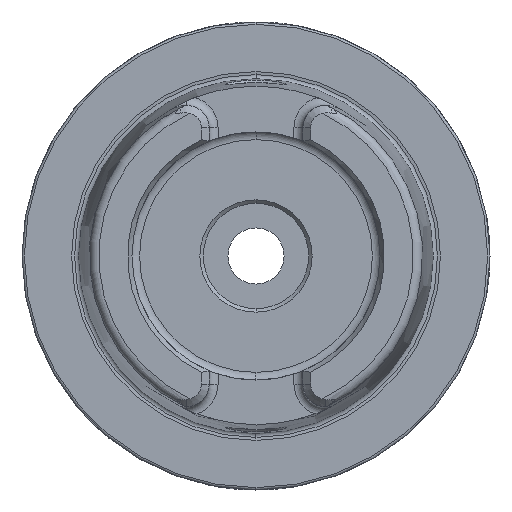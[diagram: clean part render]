
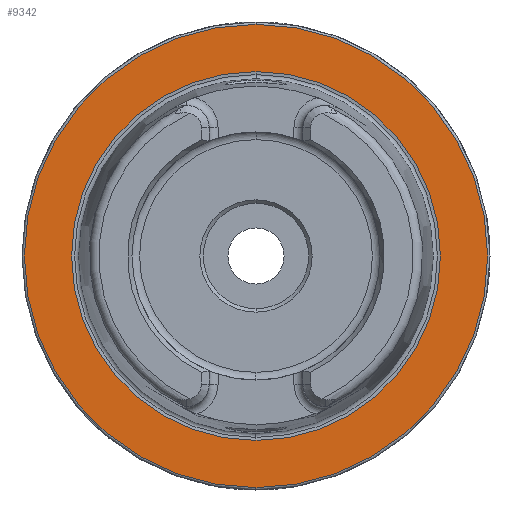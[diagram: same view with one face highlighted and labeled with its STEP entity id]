
A CAD part, left-side view. The second image highlights one B-rep face of the part: STEP entity #9342.
In plain terms, the highlighted planar face has unit normal (-1, 0, 0).
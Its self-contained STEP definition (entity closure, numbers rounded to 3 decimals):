
#1410 = CIRCLE ( 'NONE', #1413, 49.5 ) ;
#1412 = CIRCLE ( 'NONE', #1415, 39.405 ) ;
#1413 = AXIS2_PLACEMENT_3D ( 'NONE', #6096, #6097, #6098 ) ;
#1415 = AXIS2_PLACEMENT_3D ( 'NONE', #6099, #6100, #6101 ) ;
#2798 = VERTEX_POINT ( 'NONE', #8617 ) ;
#2799 = VERTEX_POINT ( 'NONE', #8618 ) ;
#2801 = VERTEX_POINT ( 'NONE', #8620 ) ;
#2806 = VERTEX_POINT ( 'NONE', #8625 ) ;
#2879 = EDGE_CURVE ( 'NONE', #2799, #2798, #2935, .T. ) ;
#2935 = CIRCLE ( 'NONE', #2937, 49.5 ) ;
#2937 = AXIS2_PLACEMENT_3D ( 'NONE', #3560, #3561, #3562 ) ;
#3560 = CARTESIAN_POINT ( 'NONE',  ( 0., 0., 0. ) ) ;
#3561 = DIRECTION ( 'NONE',  ( -1., 0., 0. ) ) ;
#3562 = DIRECTION ( 'NONE',  ( 0., 0., 1. ) ) ;
#4022 = AXIS2_PLACEMENT_3D ( 'NONE', #5229, #5227, #5234 ) ;
#4459 = CIRCLE ( 'NONE', #4467, 39.405 ) ;
#4467 = AXIS2_PLACEMENT_3D ( 'NONE', #8048, #8049, #8050 ) ;
#5224 = FACE_BOUND ( 'NONE', #9151, .T. ) ;
#5227 = DIRECTION ( 'NONE',  ( 1., 0., 0. ) ) ;
#5229 = CARTESIAN_POINT ( 'NONE',  ( 0., 49.5, 0. ) ) ;
#5231 = FACE_OUTER_BOUND ( 'NONE', #9159, .T. ) ;
#5232 = PLANE ( 'NONE',  #4022 ) ;
#5234 = DIRECTION ( 'NONE',  ( 0., 0., -1. ) ) ;
#5363 = ORIENTED_EDGE ( 'NONE', *, *, #6556, .F. ) ;
#5364 = ORIENTED_EDGE ( 'NONE', *, *, #9077, .F. ) ;
#5365 = ORIENTED_EDGE ( 'NONE', *, *, #2879, .T. ) ;
#5366 = ORIENTED_EDGE ( 'NONE', *, *, #6555, .T. ) ;
#6096 = CARTESIAN_POINT ( 'NONE',  ( 0., 0., 0. ) ) ;
#6097 = DIRECTION ( 'NONE',  ( -1., 0., 0. ) ) ;
#6098 = DIRECTION ( 'NONE',  ( 0., 0., 1. ) ) ;
#6099 = CARTESIAN_POINT ( 'NONE',  ( 0., 0., 0. ) ) ;
#6100 = DIRECTION ( 'NONE',  ( -1., 0., 0. ) ) ;
#6101 = DIRECTION ( 'NONE',  ( 0., 0., 1. ) ) ;
#6555 = EDGE_CURVE ( 'NONE', #2798, #2799, #1410, .T. ) ;
#6556 = EDGE_CURVE ( 'NONE', #2801, #2806, #1412, .T. ) ;
#8048 = CARTESIAN_POINT ( 'NONE',  ( 0., 0., 0. ) ) ;
#8049 = DIRECTION ( 'NONE',  ( -1., 0., 0. ) ) ;
#8050 = DIRECTION ( 'NONE',  ( 0., 0., 1. ) ) ;
#8617 = CARTESIAN_POINT ( 'NONE',  ( 0., 0., -49.5 ) ) ;
#8618 = CARTESIAN_POINT ( 'NONE',  ( 0., 0., 49.5 ) ) ;
#8620 = CARTESIAN_POINT ( 'NONE',  ( 0., 0., 39.405 ) ) ;
#8625 = CARTESIAN_POINT ( 'NONE',  ( 0., 0., -39.405 ) ) ;
#9077 = EDGE_CURVE ( 'NONE', #2806, #2801, #4459, .T. ) ;
#9151 = EDGE_LOOP ( 'NONE', ( #5363, #5364 ) ) ;
#9159 = EDGE_LOOP ( 'NONE', ( #5365, #5366 ) ) ;
#9342 = ADVANCED_FACE ( 'NONE', ( #5224, #5231 ), #5232, .F. ) ;
